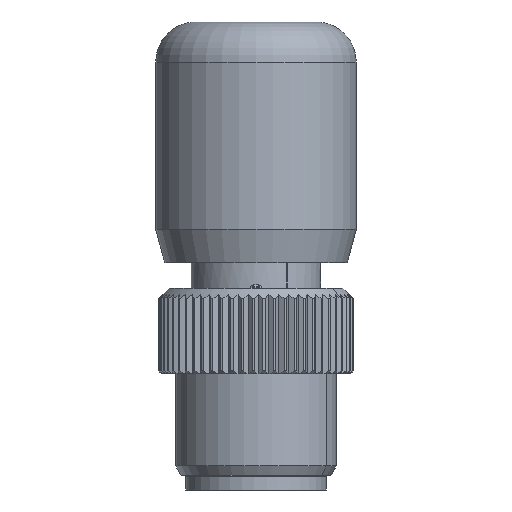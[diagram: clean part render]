
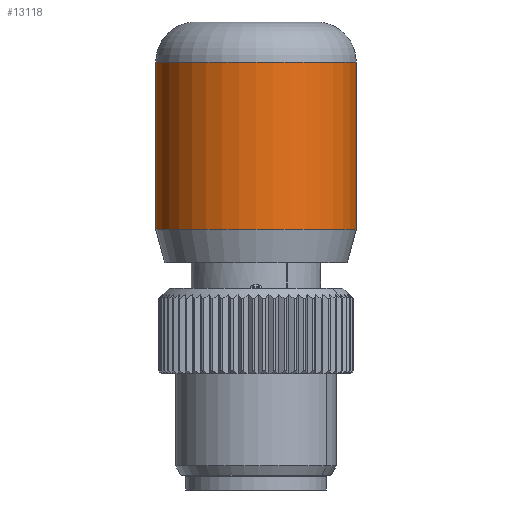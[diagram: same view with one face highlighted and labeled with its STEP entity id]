
A CAD part, front view. The second image highlights one B-rep face of the part: STEP entity #13118.
In plain terms, the highlighted cylindrical face has radius 7.5 mm (diameter 15 mm), a partial arc.
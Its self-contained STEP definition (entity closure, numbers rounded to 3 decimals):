
#12985=AXIS2_PLACEMENT_3D('Circle Axis2P3D',#12983,#12984,$) ;
#13074=AXIS2_PLACEMENT_3D('Cylinder Axis2P3D',#13071,#13072,#13073) ;
#13109=AXIS2_PLACEMENT_3D('Circle Axis2P3D',#13107,#13108,$) ;
#12980=CARTESIAN_POINT('Vertex',(0.,7.5,32.)) ;
#12983=CARTESIAN_POINT('Axis2P3D Location',(7.5,7.5,32.)) ;
#12987=CARTESIAN_POINT('Vertex',(15.,7.5,32.)) ;
#13071=CARTESIAN_POINT('Axis2P3D Location',(7.5,7.5,27.5)) ;
#13076=CARTESIAN_POINT('Line Origine',(0.,7.5,27.5)) ;
#13080=CARTESIAN_POINT('Vertex',(0.,7.5,19.5)) ;
#13083=CARTESIAN_POINT('Line Origine',(15.,7.5,27.5)) ;
#13087=CARTESIAN_POINT('Vertex',(15.,7.5,19.5)) ;
#13107=CARTESIAN_POINT('Axis2P3D Location',(7.5,7.5,19.5)) ;
#12984=DIRECTION('Axis2P3D Direction',(0.,0.,1.)) ;
#13072=DIRECTION('Axis2P3D Direction',(0.,0.,1.)) ;
#13073=DIRECTION('Axis2P3D XDirection',(1.,0.,0.)) ;
#13077=DIRECTION('Vector Direction',(0.,0.,1.)) ;
#13084=DIRECTION('Vector Direction',(0.,0.,1.)) ;
#13108=DIRECTION('Axis2P3D Direction',(0.,0.,1.)) ;
#13078=VECTOR('Line Direction',#13077,1.) ;
#13085=VECTOR('Line Direction',#13084,1.) ;
#13113=ORIENTED_EDGE('',*,*,#13089,.T.) ;
#13114=ORIENTED_EDGE('',*,*,#12989,.F.) ;
#13115=ORIENTED_EDGE('',*,*,#13082,.F.) ;
#13116=ORIENTED_EDGE('',*,*,#13111,.T.) ;
#13118=ADVANCED_FACE('Hauptk\X2\00F6\X0\rper',(#13117),#13075,.T.) ;
#12986=CIRCLE('generated circle',#12985,7.5) ;
#13110=CIRCLE('generated circle',#13109,7.5) ;
#13075=CYLINDRICAL_SURFACE('generated cylinder',#13074,7.5) ;
#12989=EDGE_CURVE('',#12981,#12988,#12986,.T.) ;
#13082=EDGE_CURVE('',#13081,#12981,#13079,.T.) ;
#13089=EDGE_CURVE('',#13088,#12988,#13086,.T.) ;
#13111=EDGE_CURVE('',#13081,#13088,#13110,.T.) ;
#13112=EDGE_LOOP('',(#13113,#13114,#13115,#13116)) ;
#13117=FACE_OUTER_BOUND('',#13112,.T.) ;
#13079=LINE('Line',#13076,#13078) ;
#13086=LINE('Line',#13083,#13085) ;
#12981=VERTEX_POINT('',#12980) ;
#12988=VERTEX_POINT('',#12987) ;
#13081=VERTEX_POINT('',#13080) ;
#13088=VERTEX_POINT('',#13087) ;
